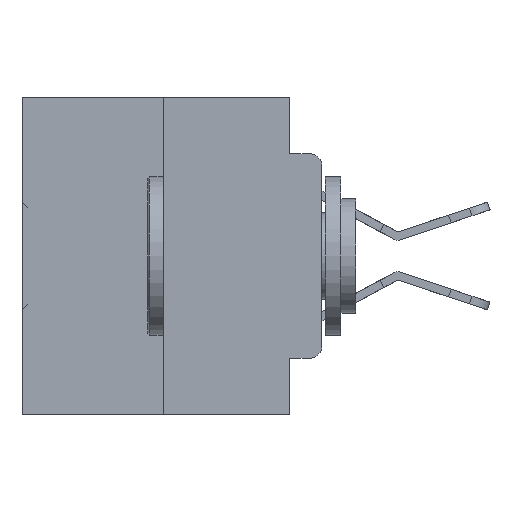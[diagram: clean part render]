
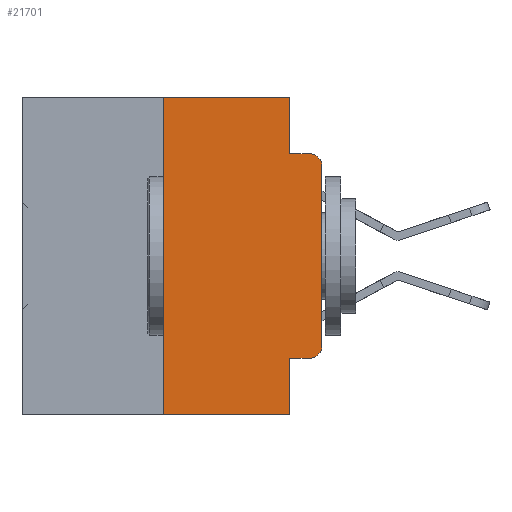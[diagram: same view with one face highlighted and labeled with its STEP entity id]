
A CAD part, left-side view. The second image highlights one B-rep face of the part: STEP entity #21701.
In plain terms, the highlighted planar face has unit normal (-1, 0, 0).
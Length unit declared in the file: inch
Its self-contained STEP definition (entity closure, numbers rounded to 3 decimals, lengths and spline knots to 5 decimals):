
#187 = CARTESIAN_POINT ( 'NONE',  ( 0., 0.473, 0. ) ) ;
#1190 = DIRECTION ( 'NONE',  ( 0., 0., -1. ) ) ;
#1408 = CARTESIAN_POINT ( 'NONE',  ( 0., 0.051, 0. ) ) ;
#1631 = CARTESIAN_POINT ( 'NONE',  ( 0., 0.051, 0. ) ) ;
#1940 = FACE_OUTER_BOUND ( 'NONE', #22219, .T. ) ;
#2129 = VECTOR ( 'NONE', #22065, 39.37008 ) ;
#3297 = PLANE ( 'NONE',  #15434 ) ;
#3385 = VERTEX_POINT ( 'NONE', #25975 ) ;
#4133 = CARTESIAN_POINT ( 'NONE',  ( 0., 0.051, -0.4115 ) ) ;
#4414 = DIRECTION ( 'NONE',  ( 0., 0., -1. ) ) ;
#5014 = CARTESIAN_POINT ( 'NONE',  ( 0., 0., 0. ) ) ;
#5496 = ORIENTED_EDGE ( 'NONE', *, *, #7174, .F. ) ;
#5694 = CARTESIAN_POINT ( 'NONE',  ( 0., 0.25, -0.5 ) ) ;
#5938 = EDGE_CURVE ( 'NONE', #33647, #21961, #7775, .T. ) ;
#5971 = VECTOR ( 'NONE', #7774, 39.37008 ) ;
#6555 = CARTESIAN_POINT ( 'NONE',  ( 0., 0.02, -0.0885 ) ) ;
#7174 = EDGE_CURVE ( 'NONE', #18603, #11388, #12158, .T. ) ;
#7774 = DIRECTION ( 'NONE',  ( 0., 0., -1. ) ) ;
#7775 = LINE ( 'NONE', #1631, #5971 ) ;
#7871 = EDGE_CURVE ( 'NONE', #23291, #30264, #16650, .T. ) ;
#8343 = CARTESIAN_POINT ( 'NONE',  ( 0., 0.051, 0. ) ) ;
#8365 = EDGE_CURVE ( 'NONE', #19844, #28299, #15725, .T. ) ;
#8752 = VECTOR ( 'NONE', #29715, 39.37008 ) ;
#9137 = CARTESIAN_POINT ( 'NONE',  ( 0., 0.473, 0. ) ) ;
#9392 = CARTESIAN_POINT ( 'NONE',  ( 0., 0.051, -0.4115 ) ) ;
#10911 = CARTESIAN_POINT ( 'NONE',  ( 0., 0.25, 0. ) ) ;
#11388 = VERTEX_POINT ( 'NONE', #22208 ) ;
#12016 = DIRECTION ( 'NONE',  ( 0., 0., -1. ) ) ;
#12158 = LINE ( 'NONE', #1408, #26672 ) ;
#12807 = DIRECTION ( 'NONE',  ( 0., -1., 0. ) ) ;
#12864 = VERTEX_POINT ( 'NONE', #37119 ) ;
#13401 = EDGE_CURVE ( 'NONE', #12864, #19844, #32810, .T. ) ;
#14029 = ORIENTED_EDGE ( 'NONE', *, *, #7871, .F. ) ;
#14877 = EDGE_CURVE ( 'NONE', #11388, #28299, #24117, .T. ) ;
#14950 = ORIENTED_EDGE ( 'NONE', *, *, #17668, .T. ) ;
#15434 = AXIS2_PLACEMENT_3D ( 'NONE', #9137, #29357, #12016 ) ;
#15725 = CIRCLE ( 'NONE', #31585, 0.02 ) ;
#15880 = ORIENTED_EDGE ( 'NONE', *, *, #5938, .F. ) ;
#16276 = VECTOR ( 'NONE', #30258, 39.37008 ) ;
#16632 = DIRECTION ( 'NONE',  ( -1., 0., 0. ) ) ;
#16650 = LINE ( 'NONE', #30734, #2129 ) ;
#17457 = VECTOR ( 'NONE', #25231, 39.37008 ) ;
#17637 = DIRECTION ( 'NONE',  ( 0., -1., 0. ) ) ;
#17668 = EDGE_CURVE ( 'NONE', #23291, #21961, #18112, .T. ) ;
#18112 = LINE ( 'NONE', #24569, #16276 ) ;
#18142 = ORIENTED_EDGE ( 'NONE', *, *, #8365, .T. ) ;
#18294 = EDGE_CURVE ( 'NONE', #3385, #12864, #25298, .T. ) ;
#18603 = VERTEX_POINT ( 'NONE', #8343 ) ;
#18624 = DIRECTION ( 'NONE',  ( -1., 0., 0. ) ) ;
#19844 = VERTEX_POINT ( 'NONE', #33976 ) ;
#21701 = ADVANCED_FACE ( 'NONE', ( #1940 ), #3297, .F. ) ;
#21961 = VERTEX_POINT ( 'NONE', #36177 ) ;
#22065 = DIRECTION ( 'NONE',  ( 0., 0., 1. ) ) ;
#22208 = CARTESIAN_POINT ( 'NONE',  ( 0., 0.051, -0.0885 ) ) ;
#22219 = EDGE_LOOP ( 'NONE', ( #24918, #18142, #34353, #5496, #28520, #14029, #14950, #15880, #24479, #32148 ) ) ;
#23291 = VERTEX_POINT ( 'NONE', #5694 ) ;
#24117 = LINE ( 'NONE', #26821, #8752 ) ;
#24479 = ORIENTED_EDGE ( 'NONE', *, *, #31811, .T. ) ;
#24569 = CARTESIAN_POINT ( 'NONE',  ( 0., 0.473, -0.5 ) ) ;
#24918 = ORIENTED_EDGE ( 'NONE', *, *, #13401, .T. ) ;
#25231 = DIRECTION ( 'NONE',  ( 0., 0., 1. ) ) ;
#25298 = CIRCLE ( 'NONE', #29178, 0.02 ) ;
#25975 = CARTESIAN_POINT ( 'NONE',  ( 0., 0.02, -0.4115 ) ) ;
#26672 = VECTOR ( 'NONE', #4414, 39.37008 ) ;
#26821 = CARTESIAN_POINT ( 'NONE',  ( 0., 0.051, -0.0885 ) ) ;
#28299 = VERTEX_POINT ( 'NONE', #6555 ) ;
#28520 = ORIENTED_EDGE ( 'NONE', *, *, #28850, .F. ) ;
#28850 = EDGE_CURVE ( 'NONE', #30264, #18603, #29883, .T. ) ;
#29178 = AXIS2_PLACEMENT_3D ( 'NONE', #35825, #18624, #1190 ) ;
#29357 = DIRECTION ( 'NONE',  ( 1., 0., 0. ) ) ;
#29715 = DIRECTION ( 'NONE',  ( 0., -1., 0. ) ) ;
#29883 = LINE ( 'NONE', #187, #37433 ) ;
#30258 = DIRECTION ( 'NONE',  ( 0., -1., 0. ) ) ;
#30264 = VERTEX_POINT ( 'NONE', #10911 ) ;
#30734 = CARTESIAN_POINT ( 'NONE',  ( 0., 0.25, 0. ) ) ;
#31585 = AXIS2_PLACEMENT_3D ( 'NONE', #33889, #16632, #36725 ) ;
#31811 = EDGE_CURVE ( 'NONE', #33647, #3385, #36250, .T. ) ;
#32148 = ORIENTED_EDGE ( 'NONE', *, *, #18294, .T. ) ;
#32810 = LINE ( 'NONE', #5014, #17457 ) ;
#33647 = VERTEX_POINT ( 'NONE', #9392 ) ;
#33889 = CARTESIAN_POINT ( 'NONE',  ( 0., 0.02, -0.1085 ) ) ;
#33976 = CARTESIAN_POINT ( 'NONE',  ( 0., 0., -0.1085 ) ) ;
#34353 = ORIENTED_EDGE ( 'NONE', *, *, #14877, .F. ) ;
#35382 = VECTOR ( 'NONE', #12807, 39.37008 ) ;
#35825 = CARTESIAN_POINT ( 'NONE',  ( 0., 0.02, -0.3915 ) ) ;
#36177 = CARTESIAN_POINT ( 'NONE',  ( 0., 0.051, -0.5 ) ) ;
#36250 = LINE ( 'NONE', #4133, #35382 ) ;
#36725 = DIRECTION ( 'NONE',  ( 0., 0., -1. ) ) ;
#37119 = CARTESIAN_POINT ( 'NONE',  ( 0., 0., -0.3915 ) ) ;
#37433 = VECTOR ( 'NONE', #17637, 39.37008 ) ;
